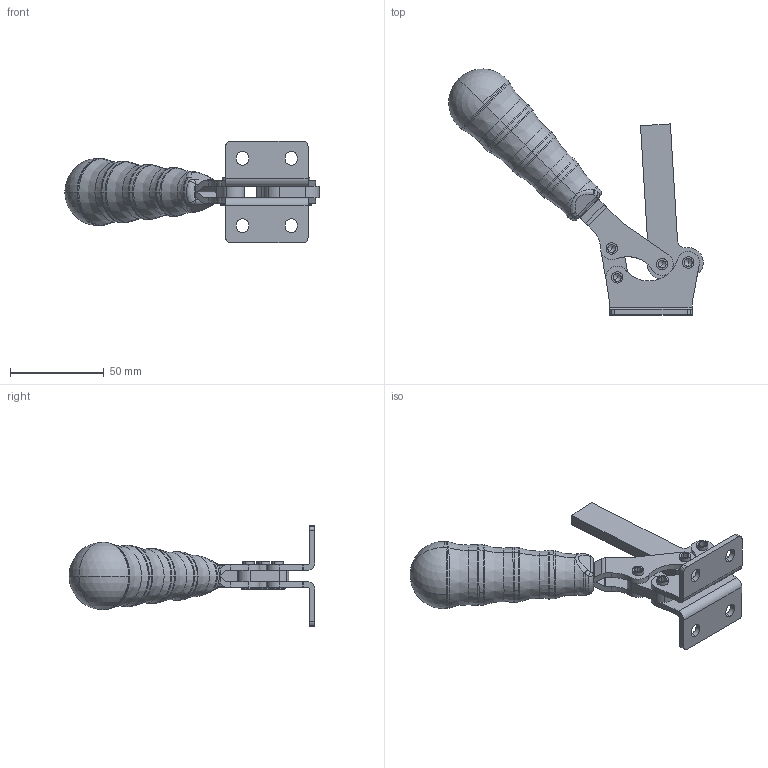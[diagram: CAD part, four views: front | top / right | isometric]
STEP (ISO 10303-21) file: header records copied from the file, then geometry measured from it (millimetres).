
FILE_DESCRIPTION((''),'2;1');
FILE_NAME('123F.0-opened.stp','2005-09-27T15:38:31',('Kysilko'),(''),'Autodesk Inventor 8','Autodesk Inventor 8','');
FILE_SCHEMA(('AUTOMOTIVE_DESIGN { 1 0 10303 214 1 1 1 1 }'));
Length unit declared in the file: millimetre
Products named in the file (1): Part18
Bounding box: 135.94 x 131.41 x 54 mm (x, y, z)
Volume: 87537.8 mm3; surface area: 30985.9 mm2
Topology: 1 solids, 5 shells, 879 faces, 2368 edges, 1353 vertices
Faces by surface type: plane 340, cone 314, bspline 127, cylinder 76, sphere 14, torus 8
Entity records: 30694 total; most frequent: CARTESIAN_POINT 9900, ORIENTED_EDGE 4708, DIRECTION 4280, EDGE_CURVE 2354, AXIS2_PLACEMENT_3D 1763, VERTEX_POINT 1353, EDGE_LOOP 1053, CIRCLE 1010
